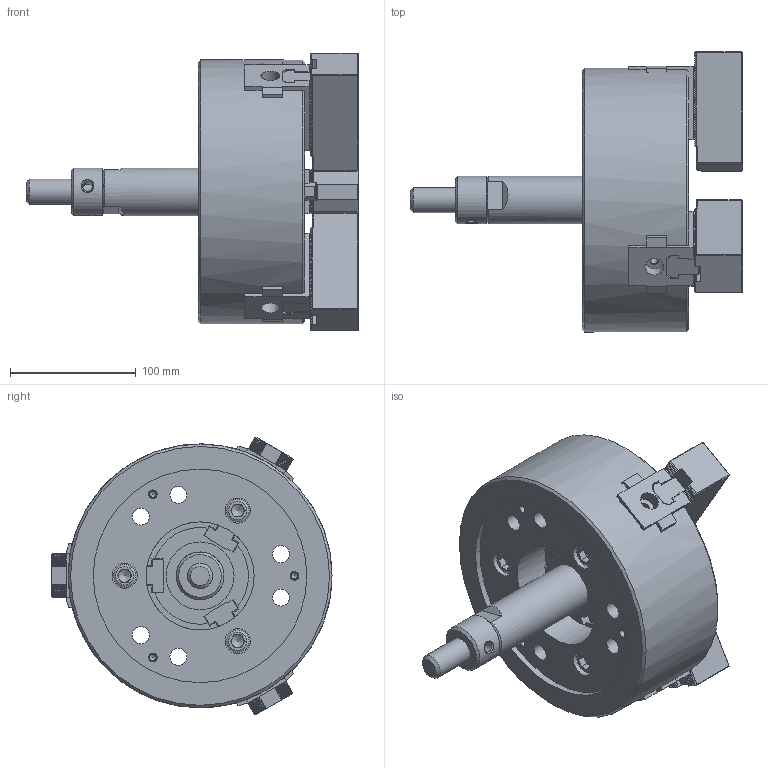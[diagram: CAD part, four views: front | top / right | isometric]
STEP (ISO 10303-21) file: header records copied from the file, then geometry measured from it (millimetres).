
FILE_DESCRIPTION(/* description */ ('Unknown'),/* implementation_level */ '2;1');
FILE_NAME(/* name */ 'NL08-Solid',/* time_stamp */ '2019-08-15T11:20:57+01:00',/* author */ ('Unknown'),/* organization */ ('Unknown'),/* preprocessor_version */ 'ST-DEVELOPER v16.7',/* originating_system */ 'DEX',/* authorisation */ $);
FILE_SCHEMA (('AUTOMOTIVE_DESIGN {1 0 10303 214 3 1 1}'));
Products named in the file (1): 61P211226_NL08_ASSY
Bounding box: 264.2 x 222.85 x 221.02 mm (x, y, z)
Volume: 2944784.4 mm3; surface area: 456884.3 mm2
Topology: 27 solids, 27 shells, 2525 faces, 7099 edges, 4671 vertices
Faces by surface type: plane 2274, cylinder 138, cone 112, bspline 1
Full cylindrical faces by diameter (mm): 4.2 x3, 5 x16, 5.5 x3, 6 x6, 8 x1, 8.5 x3, 9.5 x3, 12 x18, 13 x6, 13.5 x9, 15 x3, 18 x9, 19 x6, 20 x12, 20.5 x1, 27 x1, 28 x2, 38 x3, 39 x1, 54 x1, 86 x1, 170 x1, 210 x1
Entity records: 79838 total; most frequent: CARTESIAN_POINT 15034, ORIENTED_EDGE 13682, DIRECTION 12384, EDGE_CURVE 6841, LINE 6316, VECTOR 6316, VERTEX_POINT 4650, AXIS2_PLACEMENT_3D 3034
